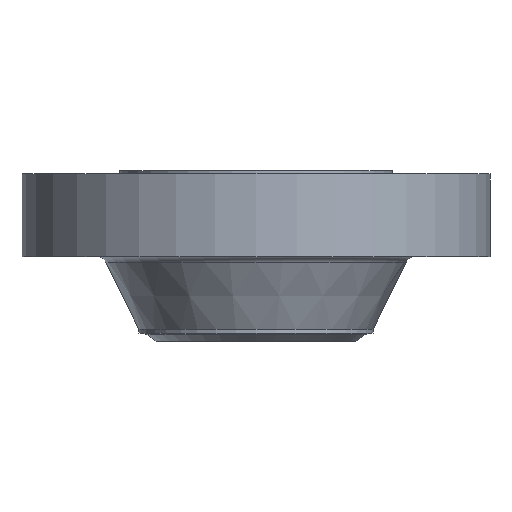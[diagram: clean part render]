
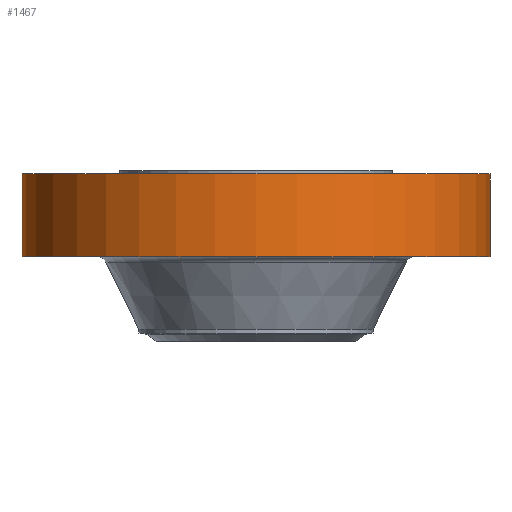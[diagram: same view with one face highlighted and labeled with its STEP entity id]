
A CAD part, front view. The second image highlights one B-rep face of the part: STEP entity #1467.
In plain terms, the highlighted cylindrical face has radius 457.2 mm (diameter 914.4 mm), a partial arc.
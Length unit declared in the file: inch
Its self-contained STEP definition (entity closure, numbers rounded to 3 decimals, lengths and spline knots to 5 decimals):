
#23 = VERTEX_POINT ( 'NONE', #397 ) ;
#68 = VECTOR ( 'NONE', #1191, 39.37008 ) ;
#99 = DIRECTION ( 'NONE',  ( 1., 0., 0. ) ) ;
#134 = VERTEX_POINT ( 'NONE', #266 ) ;
#165 = CYLINDRICAL_SURFACE ( 'NONE', #739, 18. ) ;
#190 = DIRECTION ( 'NONE',  ( 0., 0., 1. ) ) ;
#266 = CARTESIAN_POINT ( 'NONE',  ( 18., 0., -6.625 ) ) ;
#273 = CIRCLE ( 'NONE', #1287, 18. ) ;
#397 = CARTESIAN_POINT ( 'NONE',  ( -18., 0., -0.25 ) ) ;
#423 = EDGE_LOOP ( 'NONE', ( #702, #545, #930, #1656 ) ) ;
#545 = ORIENTED_EDGE ( 'NONE', *, *, #575, .T. ) ;
#574 = CARTESIAN_POINT ( 'NONE',  ( 0., 0., -6.625 ) ) ;
#575 = EDGE_CURVE ( 'NONE', #1676, #134, #273, .T. ) ;
#646 = VECTOR ( 'NONE', #1666, 39.37008 ) ;
#696 = VERTEX_POINT ( 'NONE', #1029 ) ;
#702 = ORIENTED_EDGE ( 'NONE', *, *, #1306, .F. ) ;
#724 = DIRECTION ( 'NONE',  ( 1., 0., 0. ) ) ;
#739 = AXIS2_PLACEMENT_3D ( 'NONE', #859, #190, #748 ) ;
#748 = DIRECTION ( 'NONE',  ( 1., 0., 0. ) ) ;
#754 = FACE_OUTER_BOUND ( 'NONE', #423, .T. ) ;
#859 = CARTESIAN_POINT ( 'NONE',  ( 0., 0., 0. ) ) ;
#930 = ORIENTED_EDGE ( 'NONE', *, *, #1657, .T. ) ;
#1029 = CARTESIAN_POINT ( 'NONE',  ( 18., 0., -0.25 ) ) ;
#1090 = LINE ( 'NONE', #1655, #646 ) ;
#1147 = CARTESIAN_POINT ( 'NONE',  ( 0., 0., -0.25 ) ) ;
#1191 = DIRECTION ( 'NONE',  ( 0., 0., 1. ) ) ;
#1287 = AXIS2_PLACEMENT_3D ( 'NONE', #574, #1668, #724 ) ;
#1288 = CIRCLE ( 'NONE', #1484, 18. ) ;
#1300 = DIRECTION ( 'NONE',  ( 0., 0., 1. ) ) ;
#1306 = EDGE_CURVE ( 'NONE', #1676, #23, #1090, .T. ) ;
#1420 = LINE ( 'NONE', #1766, #68 ) ;
#1467 = ADVANCED_FACE ( 'NONE', ( #754 ), #165, .T. ) ;
#1472 = CARTESIAN_POINT ( 'NONE',  ( -18., 0., -6.625 ) ) ;
#1484 = AXIS2_PLACEMENT_3D ( 'NONE', #1147, #1300, #99 ) ;
#1655 = CARTESIAN_POINT ( 'NONE',  ( -18., 0., 0. ) ) ;
#1656 = ORIENTED_EDGE ( 'NONE', *, *, #1712, .F. ) ;
#1657 = EDGE_CURVE ( 'NONE', #134, #696, #1420, .T. ) ;
#1666 = DIRECTION ( 'NONE',  ( 0., 0., 1. ) ) ;
#1668 = DIRECTION ( 'NONE',  ( 0., 0., 1. ) ) ;
#1676 = VERTEX_POINT ( 'NONE', #1472 ) ;
#1712 = EDGE_CURVE ( 'NONE', #23, #696, #1288, .T. ) ;
#1766 = CARTESIAN_POINT ( 'NONE',  ( 18., 0., 0. ) ) ;
